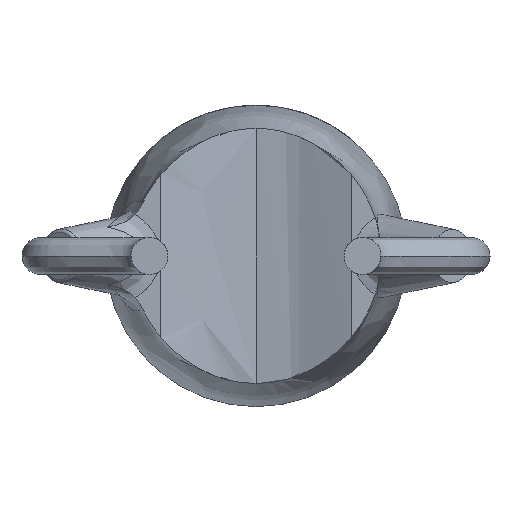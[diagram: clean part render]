
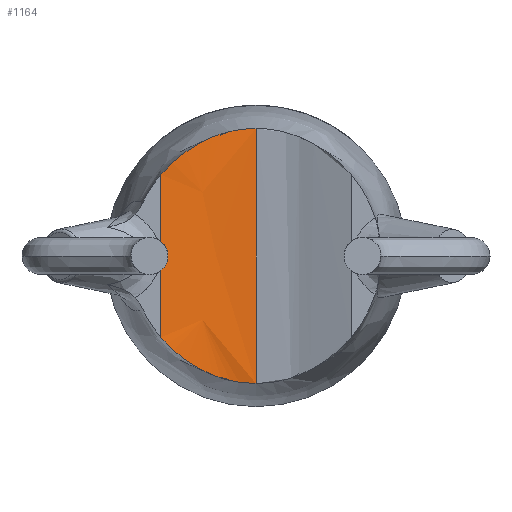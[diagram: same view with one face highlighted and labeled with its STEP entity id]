
A CAD part, front view. The second image highlights one B-rep face of the part: STEP entity #1164.
In plain terms, the highlighted free-form (B-spline) face has degree [3, 1] with [4, 2] control points.
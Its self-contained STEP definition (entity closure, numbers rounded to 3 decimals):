
#11 = CARTESIAN_POINT ( 'NONE',  ( -0.282, 0.372, 1.887 ) ) ;
#215 = VERTEX_POINT ( 'NONE', #3882 ) ;
#272 = VERTEX_POINT ( 'NONE', #5741 ) ;
#385 = DIRECTION ( 'NONE',  ( 0., 0., 1. ) ) ;
#434 = ORIENTED_EDGE ( 'NONE', *, *, #934, .T. ) ;
#564 = DIRECTION ( 'NONE',  ( 0., 0., 1. ) ) ;
#613 = CARTESIAN_POINT ( 'NONE',  ( -1.42, 0., -2.25 ) ) ;
#823 = EDGE_CURVE ( 'NONE', #272, #4856, #1003, .T. ) ;
#883 = ORIENTED_EDGE ( 'NONE', *, *, #1733, .F. ) ;
#899 = CARTESIAN_POINT ( 'NONE',  ( -1.42, 0., -1.216 ) ) ;
#911 = CARTESIAN_POINT ( 'NONE',  ( -1.33, 0.018, 1.323 ) ) ;
#934 = EDGE_CURVE ( 'NONE', #4453, #215, #2092, .T. ) ;
#1003 = LINE ( 'NONE', #2389, #5282 ) ;
#1053 = CARTESIAN_POINT ( 'NONE',  ( -0.892, 0.107, -1.927 ) ) ;
#1079 = LINE ( 'NONE', #613, #2925 ) ;
#1164 = ADVANCED_FACE ( 'NONE', ( #4464 ), #1611, .F. ) ;
#1234 = CARTESIAN_POINT ( 'NONE',  ( -0.141, 0.382, -1.904 ) ) ;
#1382 = CARTESIAN_POINT ( 'NONE',  ( -0.675, 0.284, -1.771 ) ) ;
#1493 = B_SPLINE_CURVE_WITH_KNOTS ( 'NONE', 3,
 ( #1899, #911, #6072, #2364, #5704, #1845, #2272, #11, #4162, #5624 ),
 .UNSPECIFIED., .F., .F.,
 ( 4, 2, 2, 2, 4 ),
 ( 0., 0., 0.001, 0.001, 0.002 ),
 .UNSPECIFIED. ) ;
#1505 = CARTESIAN_POINT ( 'NONE',  ( -0.771, 0.38, 1.927 ) ) ;
#1565 = CARTESIAN_POINT ( 'NONE',  ( -1.42, 0., 1.927 ) ) ;
#1611 = B_SPLINE_SURFACE_WITH_KNOTS ( 'NONE', 3, 1, ( 
 ( #4027, #4301 ),
 ( #3959, #1505 ),
 ( #1053, #5842 ),
 ( #3489, #1565 ) ),
 .UNSPECIFIED., .F., .F., .F.,
 ( 4, 4 ),
 ( 2, 2 ),
 ( 0., 1. ),
 ( 0., 1. ),
 .UNSPECIFIED. ) ;
#1733 = EDGE_CURVE ( 'NONE', #4856, #215, #1493, .T. ) ;
#1748 = CARTESIAN_POINT ( 'NONE',  ( -0.909, 0.186, -1.653 ) ) ;
#1845 = CARTESIAN_POINT ( 'NONE',  ( -0.674, 0.284, 1.772 ) ) ;
#1899 = CARTESIAN_POINT ( 'NONE',  ( -1.42, 0., 1.216 ) ) ;
#2079 = ORIENTED_EDGE ( 'NONE', *, *, #2260, .F. ) ;
#2092 = LINE ( 'NONE', #4157, #4006 ) ;
#2167 = CARTESIAN_POINT ( 'NONE',  ( -1.33, 0.018, -1.323 ) ) ;
#2258 = CARTESIAN_POINT ( 'NONE',  ( -1.42, 0., -1.216 ) ) ;
#2260 = EDGE_CURVE ( 'NONE', #3917, #272, #1079, .T. ) ;
#2272 = CARTESIAN_POINT ( 'NONE',  ( -0.55, 0.324, 1.82 ) ) ;
#2364 = CARTESIAN_POINT ( 'NONE',  ( -1.019, 0.13, 1.582 ) ) ;
#2389 = CARTESIAN_POINT ( 'NONE',  ( -1.42, 0., -2.25 ) ) ;
#2925 = VECTOR ( 'NONE', #3351, 1000. ) ;
#3351 = DIRECTION ( 'NONE',  ( 0., 0., 1. ) ) ;
#3447 = EDGE_CURVE ( 'NONE', #4453, #3917, #4289, .T. ) ;
#3489 = CARTESIAN_POINT ( 'NONE',  ( -1.42, 0., -1.927 ) ) ;
#3882 = CARTESIAN_POINT ( 'NONE',  ( 0., 0.382, 1.904 ) ) ;
#3902 = CARTESIAN_POINT ( 'NONE',  ( -0.279, 0.373, -1.887 ) ) ;
#3917 = VERTEX_POINT ( 'NONE', #899 ) ;
#3959 = CARTESIAN_POINT ( 'NONE',  ( -0.771, 0.38, -1.927 ) ) ;
#4006 = VECTOR ( 'NONE', #385, 1000. ) ;
#4011 = CARTESIAN_POINT ( 'NONE',  ( -1.42, 0., 1.216 ) ) ;
#4027 = CARTESIAN_POINT ( 'NONE',  ( 0., 0.382, -1.927 ) ) ;
#4150 = CARTESIAN_POINT ( 'NONE',  ( -1.019, 0.13, -1.582 ) ) ;
#4157 = CARTESIAN_POINT ( 'NONE',  ( 0., 0.382, -2.25 ) ) ;
#4162 = CARTESIAN_POINT ( 'NONE',  ( -0.141, 0.382, 1.904 ) ) ;
#4289 = B_SPLINE_CURVE_WITH_KNOTS ( 'NONE', 3,
 ( #5448, #1234, #3902, #6023, #1382, #1748, #4150, #5085, #2167, #2258 ),
 .UNSPECIFIED., .F., .F.,
 ( 4, 2, 2, 2, 4 ),
 ( 0., 0., 0.001, 0.001, 0.002 ),
 .UNSPECIFIED. ) ;
#4301 = CARTESIAN_POINT ( 'NONE',  ( 0., 0.382, 1.927 ) ) ;
#4453 = VERTEX_POINT ( 'NONE', #4745 ) ;
#4464 = FACE_OUTER_BOUND ( 'NONE', #4885, .T. ) ;
#4745 = CARTESIAN_POINT ( 'NONE',  ( 0., 0.382, -1.904 ) ) ;
#4782 = ORIENTED_EDGE ( 'NONE', *, *, #3447, .F. ) ;
#4856 = VERTEX_POINT ( 'NONE', #4011 ) ;
#4885 = EDGE_LOOP ( 'NONE', ( #5216, #2079, #4782, #434, #883 ) ) ;
#5085 = CARTESIAN_POINT ( 'NONE',  ( -1.229, 0.047, -1.419 ) ) ;
#5216 = ORIENTED_EDGE ( 'NONE', *, *, #823, .F. ) ;
#5282 = VECTOR ( 'NONE', #564, 1000. ) ;
#5448 = CARTESIAN_POINT ( 'NONE',  ( 0., 0.382, -1.904 ) ) ;
#5624 = CARTESIAN_POINT ( 'NONE',  ( 0., 0.382, 1.904 ) ) ;
#5704 = CARTESIAN_POINT ( 'NONE',  ( -0.91, 0.185, 1.652 ) ) ;
#5741 = CARTESIAN_POINT ( 'NONE',  ( -1.42, 0., 0. ) ) ;
#5842 = CARTESIAN_POINT ( 'NONE',  ( -0.892, 0.107, 1.927 ) ) ;
#6023 = CARTESIAN_POINT ( 'NONE',  ( -0.548, 0.324, -1.82 ) ) ;
#6072 = CARTESIAN_POINT ( 'NONE',  ( -1.231, 0.046, 1.417 ) ) ;
